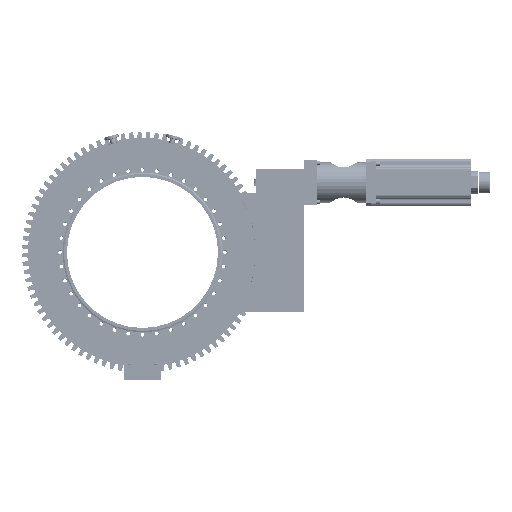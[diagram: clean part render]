
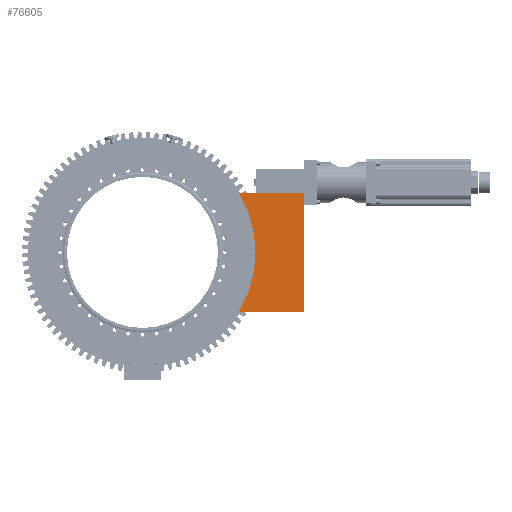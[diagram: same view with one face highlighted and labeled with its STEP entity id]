
A CAD part, front view. The second image highlights one B-rep face of the part: STEP entity #76605.
In plain terms, the highlighted planar face has unit normal (0, -1, 0).
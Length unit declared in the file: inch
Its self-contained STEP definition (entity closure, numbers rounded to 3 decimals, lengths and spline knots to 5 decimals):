
#17242 = CARTESIAN_POINT ( 'NONE',  ( 9., 0., 5.40833 ) ) ;
#17279 = CARTESIAN_POINT ( 'NONE',  ( 15., 0., 5.5 ) ) ;
#31543 = CARTESIAN_POINT ( 'NONE',  ( 15., 0., -5.5 ) ) ;
#31631 = CARTESIAN_POINT ( 'NONE',  ( 9., 0., 5.5 ) ) ;
#31782 = CARTESIAN_POINT ( 'NONE',  ( 9., 0., -5.40833 ) ) ;
#31822 = CARTESIAN_POINT ( 'NONE',  ( 9., 0., -5.5 ) ) ;
#40507 = EDGE_LOOP ( 'NONE', ( #168187, #168191, #168196, #168202, #168206, #168210 ) ) ;
#76605 = ADVANCED_FACE ( 'NONE', ( #280517 ), #275268, .T. ) ;
#135113 = VERTEX_POINT ( 'NONE', #17242 ) ;
#135123 = VERTEX_POINT ( 'NONE', #17279 ) ;
#135195 = VERTEX_POINT ( 'NONE', #31543 ) ;
#135228 = VERTEX_POINT ( 'NONE', #31631 ) ;
#135291 = VERTEX_POINT ( 'NONE', #31782 ) ;
#135305 = VERTEX_POINT ( 'NONE', #31822 ) ;
#152890 = EDGE_CURVE ( 'NONE', #135113, #135291, #182643, .T. ) ;
#152928 = EDGE_CURVE ( 'NONE', #135123, #135228, #182666, .T. ) ;
#152954 = EDGE_CURVE ( 'NONE', #135291, #135305, #182671, .T. ) ;
#152965 = EDGE_CURVE ( 'NONE', #135195, #135123, #182692, .T. ) ;
#152969 = EDGE_CURVE ( 'NONE', #135305, #135195, #182696, .T. ) ;
#152974 = EDGE_CURVE ( 'NONE', #135228, #135113, #182701, .T. ) ;
#168187 = ORIENTED_EDGE ( 'NONE', *, *, #152969, .T. ) ;
#168191 = ORIENTED_EDGE ( 'NONE', *, *, #152965, .T. ) ;
#168196 = ORIENTED_EDGE ( 'NONE', *, *, #152928, .T. ) ;
#168202 = ORIENTED_EDGE ( 'NONE', *, *, #152974, .T. ) ;
#168206 = ORIENTED_EDGE ( 'NONE', *, *, #152890, .T. ) ;
#168210 = ORIENTED_EDGE ( 'NONE', *, *, #152954, .T. ) ;
#182643 = CIRCLE ( 'NONE', #183190, 10.5 ) ;
#182666 = LINE ( 'NONE', #185437, #182668 ) ;
#182668 = VECTOR ( 'NONE', #185439, 39.37008 ) ;
#182671 = LINE ( 'NONE', #185458, #182686 ) ;
#182684 = VECTOR ( 'NONE', #185484, 39.37008 ) ;
#182686 = VECTOR ( 'NONE', #185471, 39.37008 ) ;
#182692 = LINE ( 'NONE', #185461, #182684 ) ;
#182696 = LINE ( 'NONE', #185488, #182699 ) ;
#182699 = VECTOR ( 'NONE', #185490, 39.37008 ) ;
#182701 = LINE ( 'NONE', #185493, #182703 ) ;
#182703 = VECTOR ( 'NONE', #185495, 39.37008 ) ;
#183190 = AXIS2_PLACEMENT_3D ( 'NONE', #185381, #185384, #185386 ) ;
#185381 = CARTESIAN_POINT ( 'NONE',  ( 0., 0., 0. ) ) ;
#185384 = DIRECTION ( 'NONE',  ( 0., 1., 0. ) ) ;
#185386 = DIRECTION ( 'NONE',  ( -1., 0., 0. ) ) ;
#185437 = CARTESIAN_POINT ( 'NONE',  ( 15., 0., 5.5 ) ) ;
#185439 = DIRECTION ( 'NONE',  ( -1., 0., 0. ) ) ;
#185458 = CARTESIAN_POINT ( 'NONE',  ( 9., 0., -5.40833 ) ) ;
#185461 = CARTESIAN_POINT ( 'NONE',  ( 15., 0., -5.5 ) ) ;
#185471 = DIRECTION ( 'NONE',  ( 0., 0., -1. ) ) ;
#185484 = DIRECTION ( 'NONE',  ( 0., 0., 1. ) ) ;
#185488 = CARTESIAN_POINT ( 'NONE',  ( 9., 0., -5.5 ) ) ;
#185490 = DIRECTION ( 'NONE',  ( 1., 0., 0. ) ) ;
#185493 = CARTESIAN_POINT ( 'NONE',  ( 9., 0., 5.5 ) ) ;
#185495 = DIRECTION ( 'NONE',  ( 0., 0., -1. ) ) ;
#268638 = AXIS2_PLACEMENT_3D ( 'NONE', #275034, #275307, #275310 ) ;
#275034 = CARTESIAN_POINT ( 'NONE',  ( 0., 0., 0. ) ) ;
#275268 = PLANE ( 'NONE',  #268638 ) ;
#275307 = DIRECTION ( 'NONE',  ( 0., -1., 0. ) ) ;
#275310 = DIRECTION ( 'NONE',  ( -1., 0., 0. ) ) ;
#280517 = FACE_OUTER_BOUND ( 'NONE', #40507, .T. ) ;
